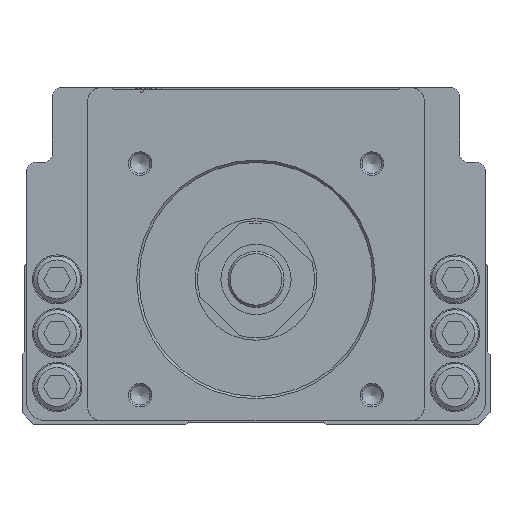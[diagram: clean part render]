
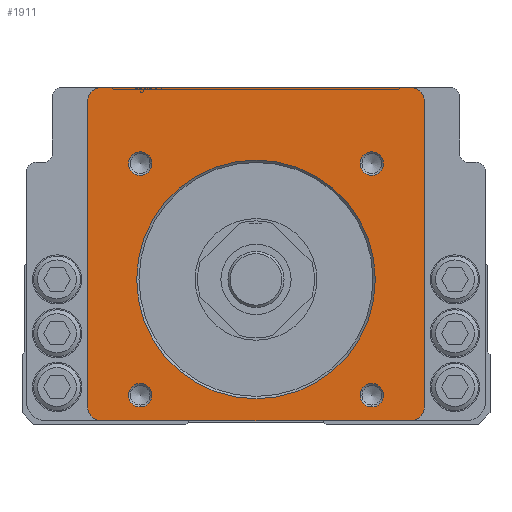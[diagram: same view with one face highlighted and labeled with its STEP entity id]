
A CAD part, front view. The second image highlights one B-rep face of the part: STEP entity #1911.
In plain terms, the highlighted planar face has unit normal (0, -1, 0).
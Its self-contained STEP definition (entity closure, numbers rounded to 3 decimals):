
#637=FACE_BOUND('',#4882,.T.);
#638=FACE_BOUND('',#4883,.T.);
#639=FACE_BOUND('',#4884,.T.);
#640=FACE_BOUND('',#4885,.T.);
#641=FACE_BOUND('',#4886,.T.);
#642=FACE_BOUND('',#4887,.T.);
#1911=ADVANCED_FACE('',(#637,#638,#639,#640,#641,#642),#2905,.T.);
#2905=PLANE('',#20820);
#4882=EDGE_LOOP('',(#8481));
#4883=EDGE_LOOP('',(#8482));
#4884=EDGE_LOOP('',(#8483));
#4885=EDGE_LOOP('',(#8484));
#4886=EDGE_LOOP('',(#8485));
#4887=EDGE_LOOP('',(#8486,#8487,#8488,#8489,#8490,#8491,#8492,#8493));
#5895=CIRCLE('',#20323,25.5);
#6003=CIRCLE('',#20733,3.);
#6005=CIRCLE('',#20736,3.);
#6033=CIRCLE('',#20793,2.5);
#6036=CIRCLE('',#20799,2.5);
#6039=CIRCLE('',#20805,2.5);
#6042=CIRCLE('',#20811,2.5);
#6045=CIRCLE('',#20818,3.);
#6046=CIRCLE('',#20819,3.);
#8481=ORIENTED_EDGE('',*,*,#13856,.T.);
#8482=ORIENTED_EDGE('',*,*,#14686,.T.);
#8483=ORIENTED_EDGE('',*,*,#14689,.T.);
#8484=ORIENTED_EDGE('',*,*,#14692,.T.);
#8485=ORIENTED_EDGE('',*,*,#14695,.T.);
#8486=ORIENTED_EDGE('',*,*,#14698,.T.);
#8487=ORIENTED_EDGE('',*,*,#14596,.T.);
#8488=ORIENTED_EDGE('',*,*,#14699,.T.);
#8489=ORIENTED_EDGE('',*,*,#14700,.T.);
#8490=ORIENTED_EDGE('',*,*,#14701,.T.);
#8491=ORIENTED_EDGE('',*,*,#14702,.T.);
#8492=ORIENTED_EDGE('',*,*,#14703,.T.);
#8493=ORIENTED_EDGE('',*,*,#14592,.T.);
#11931=VERTEX_POINT('',#28411);
#12444=VERTEX_POINT('',#30543);
#12445=VERTEX_POINT('',#30545);
#12448=VERTEX_POINT('',#30552);
#12449=VERTEX_POINT('',#30554);
#12521=VERTEX_POINT('',#30806);
#12525=VERTEX_POINT('',#30816);
#12529=VERTEX_POINT('',#30826);
#12533=VERTEX_POINT('',#30836);
#12537=VERTEX_POINT('',#30848);
#12538=VERTEX_POINT('',#30850);
#12539=VERTEX_POINT('',#30852);
#12540=VERTEX_POINT('',#30854);
#13856=EDGE_CURVE('',#11931,#11931,#5895,.T.);
#14592=EDGE_CURVE('',#12445,#12444,#6003,.T.);
#14596=EDGE_CURVE('',#12449,#12448,#6005,.T.);
#14686=EDGE_CURVE('',#12521,#12521,#6033,.T.);
#14689=EDGE_CURVE('',#12525,#12525,#6036,.T.);
#14692=EDGE_CURVE('',#12529,#12529,#6039,.T.);
#14695=EDGE_CURVE('',#12533,#12533,#6042,.T.);
#14698=EDGE_CURVE('',#12444,#12449,#16988,.T.);
#14699=EDGE_CURVE('',#12448,#12537,#16989,.T.);
#14700=EDGE_CURVE('',#12537,#12538,#6045,.T.);
#14701=EDGE_CURVE('',#12538,#12539,#16990,.T.);
#14702=EDGE_CURVE('',#12539,#12540,#6046,.T.);
#14703=EDGE_CURVE('',#12540,#12445,#16991,.T.);
#16988=LINE('',#30846,#18937);
#16989=LINE('',#30847,#18938);
#16990=LINE('',#30851,#18939);
#16991=LINE('',#30855,#18940);
#18937=VECTOR('',#24126,1.);
#18938=VECTOR('',#24127,1.);
#18939=VECTOR('',#24130,1.);
#18940=VECTOR('',#24133,1.);
#20323=AXIS2_PLACEMENT_3D('',#28410,#22479,#22480);
#20733=AXIS2_PLACEMENT_3D('',#30544,#23903,#23904);
#20736=AXIS2_PLACEMENT_3D('',#30553,#23911,#23912);
#20793=AXIS2_PLACEMENT_3D('',#30805,#24076,#24077);
#20799=AXIS2_PLACEMENT_3D('',#30815,#24088,#24089);
#20805=AXIS2_PLACEMENT_3D('',#30825,#24100,#24101);
#20811=AXIS2_PLACEMENT_3D('',#30835,#24112,#24113);
#20818=AXIS2_PLACEMENT_3D('',#30849,#24128,#24129);
#20819=AXIS2_PLACEMENT_3D('',#30853,#24131,#24132);
#20820=AXIS2_PLACEMENT_3D('',#30856,#24134,#24135);
#22479=DIRECTION('',(0.,1.,0.));
#22480=DIRECTION('',(0.,0.,-1.));
#23903=DIRECTION('',(0.,-1.,0.));
#23904=DIRECTION('',(0.,0.,-1.));
#23911=DIRECTION('',(0.,-1.,0.));
#23912=DIRECTION('',(0.,0.,-1.));
#24076=DIRECTION('',(0.,1.,0.));
#24077=DIRECTION('',(0.,0.,-1.));
#24088=DIRECTION('',(0.,1.,0.));
#24089=DIRECTION('',(0.,0.,-1.));
#24100=DIRECTION('',(0.,1.,0.));
#24101=DIRECTION('',(0.,0.,-1.));
#24112=DIRECTION('',(0.,1.,0.));
#24113=DIRECTION('',(0.,0.,-1.));
#24126=DIRECTION('',(1.,0.,0.));
#24127=DIRECTION('',(0.,0.,1.));
#24128=DIRECTION('',(0.,-1.,0.));
#24129=DIRECTION('',(0.,0.,-1.));
#24130=DIRECTION('',(-1.,0.,0.));
#24131=DIRECTION('',(0.,-1.,0.));
#24132=DIRECTION('',(0.,0.,-1.));
#24133=DIRECTION('',(0.,0.,-1.));
#24134=DIRECTION('',(0.,-1.,0.));
#24135=DIRECTION('',(0.,0.,1.));
#28410=CARTESIAN_POINT('',(0.,-299.9,-24.));
#28411=CARTESIAN_POINT('',(0.,-299.9,-49.5));
#30543=CARTESIAN_POINT('',(-33.,-299.9,-54.2));
#30544=CARTESIAN_POINT('',(-33.,-299.9,-51.2));
#30545=CARTESIAN_POINT('',(-36.,-299.9,-51.2));
#30552=CARTESIAN_POINT('',(36.,-299.9,-51.2));
#30553=CARTESIAN_POINT('',(33.,-299.9,-51.2));
#30554=CARTESIAN_POINT('',(33.,-299.9,-54.2));
#30805=CARTESIAN_POINT('',(-24.749,-299.9,-48.749));
#30806=CARTESIAN_POINT('',(-24.749,-299.9,-51.249));
#30815=CARTESIAN_POINT('',(-24.749,-299.9,0.749));
#30816=CARTESIAN_POINT('',(-24.749,-299.9,-1.751));
#30825=CARTESIAN_POINT('',(24.749,-299.9,0.749));
#30826=CARTESIAN_POINT('',(24.749,-299.9,-1.751));
#30835=CARTESIAN_POINT('',(24.749,-299.9,-48.749));
#30836=CARTESIAN_POINT('',(24.749,-299.9,-51.249));
#30846=CARTESIAN_POINT('',(-49.,-299.9,-54.2));
#30847=CARTESIAN_POINT('',(36.,-299.9,-54.5));
#30848=CARTESIAN_POINT('',(36.,-299.9,14.));
#30849=CARTESIAN_POINT('',(33.,-299.9,14.));
#30850=CARTESIAN_POINT('',(33.,-299.9,17.));
#30851=CARTESIAN_POINT('',(33.,-299.9,17.));
#30852=CARTESIAN_POINT('',(-33.,-299.9,17.));
#30853=CARTESIAN_POINT('',(-33.,-299.9,14.));
#30854=CARTESIAN_POINT('',(-36.,-299.9,14.));
#30855=CARTESIAN_POINT('',(-36.,-299.9,12.));
#30856=CARTESIAN_POINT('',(-33.,-299.9,12.));
